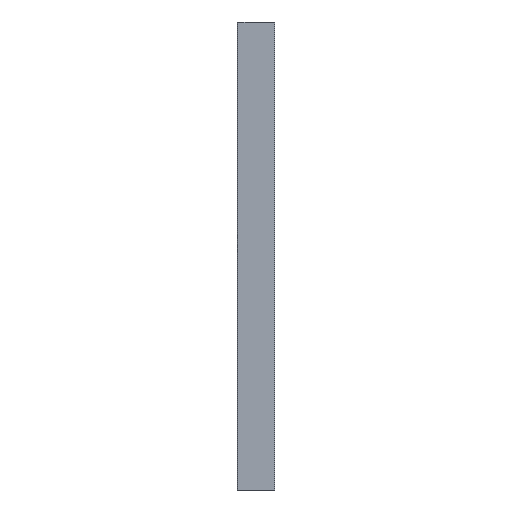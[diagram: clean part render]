
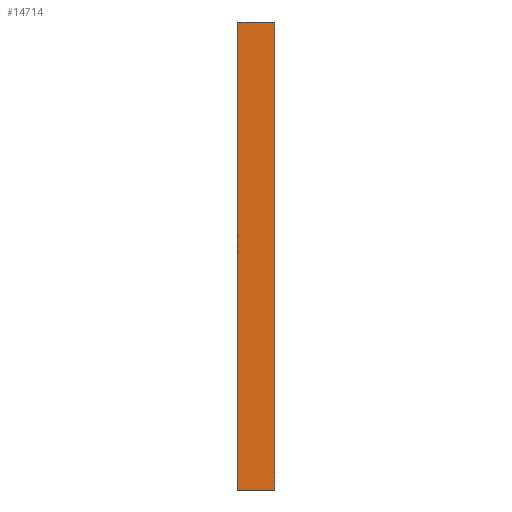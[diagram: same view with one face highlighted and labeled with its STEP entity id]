
A CAD part, left-side view. The second image highlights one B-rep face of the part: STEP entity #14714.
In plain terms, the highlighted planar face has unit normal (-1, 0, 0).
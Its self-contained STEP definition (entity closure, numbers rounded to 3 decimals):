
#14662=CARTESIAN_POINT('Vertex',(-22.5,38.75,0.)) ;
#14665=CARTESIAN_POINT('Line Origine',(-22.5,38.75,500.)) ;
#14669=CARTESIAN_POINT('Vertex',(-22.5,38.75,1000.)) ;
#14684=CARTESIAN_POINT('Axis2P3D Location',(-22.5,-39.8,0.)) ;
#14689=CARTESIAN_POINT('Line Origine',(-22.5,-0.525,0.)) ;
#14693=CARTESIAN_POINT('Vertex',(-22.5,-39.8,0.)) ;
#14696=CARTESIAN_POINT('Line Origine',(-22.5,-39.8,500.)) ;
#14700=CARTESIAN_POINT('Vertex',(-22.5,-39.8,1000.)) ;
#14703=CARTESIAN_POINT('Line Origine',(-22.5,-0.525,1000.)) ;
#14666=DIRECTION('Vector Direction',(0.,0.,1.)) ;
#14685=DIRECTION('Axis2P3D Direction',(1.,0.,0.)) ;
#14686=DIRECTION('Axis2P3D XDirection',(0.,1.,0.)) ;
#14690=DIRECTION('Vector Direction',(0.,1.,0.)) ;
#14697=DIRECTION('Vector Direction',(0.,0.,1.)) ;
#14704=DIRECTION('Vector Direction',(0.,1.,0.)) ;
#14687=AXIS2_PLACEMENT_3D('Plane Axis2P3D',#14684,#14685,#14686) ;
#14709=ORIENTED_EDGE('',*,*,#14671,.F.) ;
#14710=ORIENTED_EDGE('',*,*,#14695,.T.) ;
#14711=ORIENTED_EDGE('',*,*,#14702,.T.) ;
#14712=ORIENTED_EDGE('',*,*,#14707,.F.) ;
#14667=VECTOR('Line Direction',#14666,1.) ;
#14691=VECTOR('Line Direction',#14690,1.) ;
#14698=VECTOR('Line Direction',#14697,1.) ;
#14705=VECTOR('Line Direction',#14704,1.) ;
#14714=ADVANCED_FACE('Hauptk\X2\00F6\X0\rper',(#14713),#14688,.F.) ;
#14671=EDGE_CURVE('',#14663,#14670,#14668,.T.) ;
#14695=EDGE_CURVE('',#14663,#14694,#14692,.F.) ;
#14702=EDGE_CURVE('',#14694,#14701,#14699,.T.) ;
#14707=EDGE_CURVE('',#14670,#14701,#14706,.F.) ;
#14708=EDGE_LOOP('',(#14709,#14710,#14711,#14712)) ;
#14713=FACE_OUTER_BOUND('',#14708,.T.) ;
#14668=LINE('Line',#14665,#14667) ;
#14692=LINE('Line',#14689,#14691) ;
#14699=LINE('Line',#14696,#14698) ;
#14706=LINE('Line',#14703,#14705) ;
#14688=PLANE('Plane',#14687) ;
#14663=VERTEX_POINT('',#14662) ;
#14670=VERTEX_POINT('',#14669) ;
#14694=VERTEX_POINT('',#14693) ;
#14701=VERTEX_POINT('',#14700) ;
